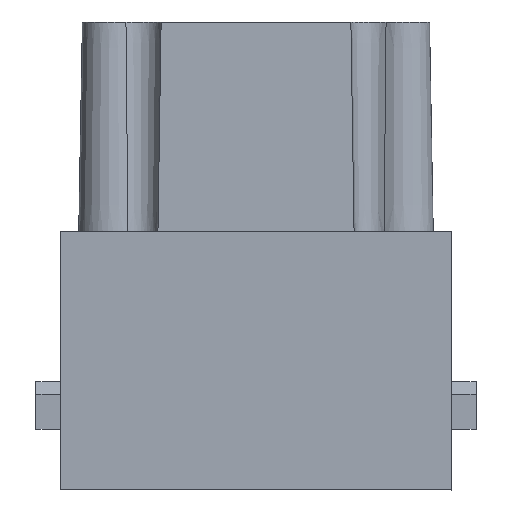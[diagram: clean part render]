
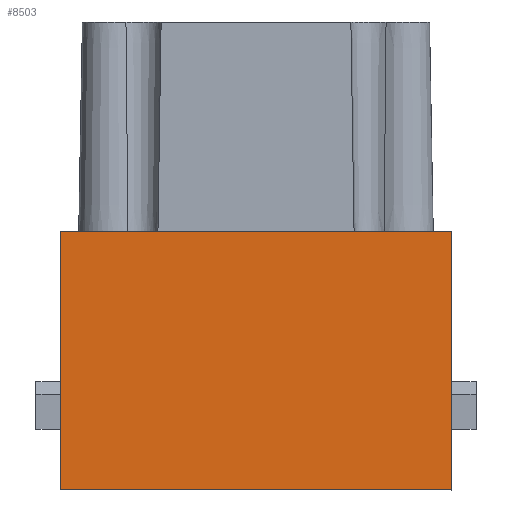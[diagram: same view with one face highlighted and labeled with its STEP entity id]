
A CAD part, left-side view. The second image highlights one B-rep face of the part: STEP entity #8503.
In plain terms, the highlighted planar face has unit normal (-1, 0, 0).
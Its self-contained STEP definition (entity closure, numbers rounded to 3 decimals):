
#706=PLANE('',#9027);
#1124=VECTOR('',#9666,1.);
#1150=VECTOR('',#9706,1.);
#1193=VECTOR('',#9774,1.);
#1194=VECTOR('',#9775,1.);
#1815=LINE('',#12521,#1124);
#1841=LINE('',#13711,#1150);
#1884=LINE('',#15029,#1193);
#1885=LINE('',#15031,#1194);
#2556=VERTEX_POINT('',#12515);
#2559=VERTEX_POINT('',#12520);
#2614=VERTEX_POINT('',#13712);
#2687=VERTEX_POINT('',#15030);
#3581=EDGE_CURVE('',#2559,#2556,#1815,.F.);
#3643=EDGE_CURVE('',#2614,#2556,#1841,.T.);
#3732=EDGE_CURVE('',#2559,#2687,#1884,.F.);
#3733=EDGE_CURVE('',#2687,#2614,#1885,.F.);
#5081=ORIENTED_EDGE('',*,*,#3643,.T.);
#5082=ORIENTED_EDGE('',*,*,#3581,.F.);
#5083=ORIENTED_EDGE('',*,*,#3732,.T.);
#5084=ORIENTED_EDGE('',*,*,#3733,.T.);
#7444=EDGE_LOOP('',(#5081,#5082,#5083,#5084));
#7986=FACE_BOUND('',#7444,.T.);
#8503=ADVANCED_FACE('',(#7986),#706,.F.);
#9027=AXIS2_PLACEMENT_3D('',#15028,#9773,$);
#9666=DIRECTION('',(0.,-1.,0.));
#9706=DIRECTION('',(0.,0.,-1.));
#9773=DIRECTION('',(1.,0.,0.));
#9774=DIRECTION('',(0.,0.,-1.));
#9775=DIRECTION('',(0.,-1.,0.));
#12515=CARTESIAN_POINT('',(-7.508,115.784,-16.375));
#12520=CARTESIAN_POINT('',(-7.508,85.484,-16.375));
#12521=CARTESIAN_POINT('',(-7.508,105.261,-16.375));
#13711=CARTESIAN_POINT('',(-7.508,115.784,-8.062));
#13712=CARTESIAN_POINT('',(-7.508,115.784,3.675));
#15028=CARTESIAN_POINT('',(-7.508,114.184,-12.362));
#15029=CARTESIAN_POINT('',(-7.508,85.484,-8.062));
#15030=CARTESIAN_POINT('',(-7.508,85.484,3.675));
#15031=CARTESIAN_POINT('',(-7.508,114.449,3.675));
